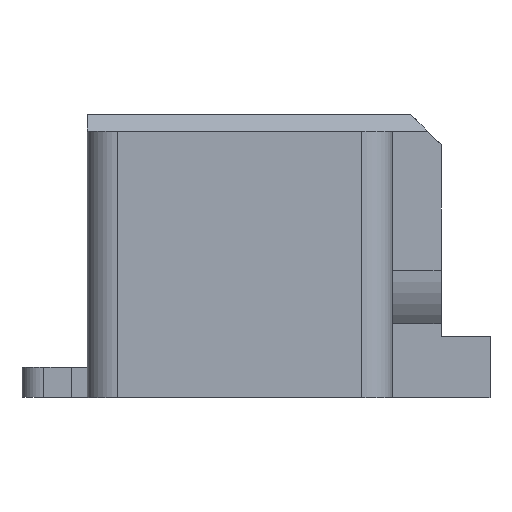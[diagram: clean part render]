
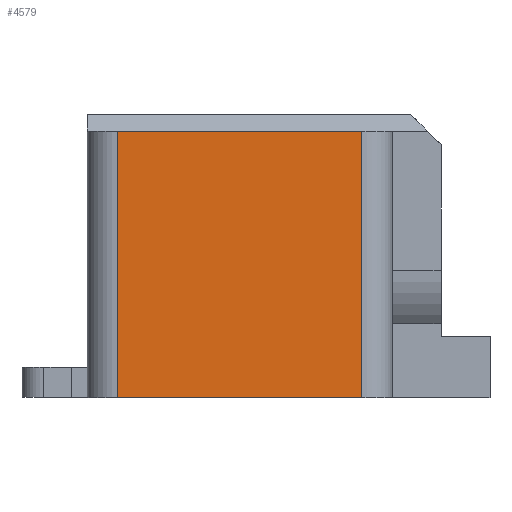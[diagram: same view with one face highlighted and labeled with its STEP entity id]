
A CAD part, left-side view. The second image highlights one B-rep face of the part: STEP entity #4579.
In plain terms, the highlighted planar face has unit normal (-1, 0, 0).
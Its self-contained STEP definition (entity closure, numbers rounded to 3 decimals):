
#435=FACE_OUTER_BOUND('',#713,.T.);
#713=EDGE_LOOP('',(#3923,#3924,#3925,#3926));
#954=LINE('',#6724,#1474);
#1045=LINE('',#6933,#1565);
#1219=LINE('',#7431,#1739);
#1220=LINE('',#7432,#1740);
#1474=VECTOR('',#5371,10.);
#1565=VECTOR('',#5534,10.);
#1739=VECTOR('',#6058,10.);
#1740=VECTOR('',#6059,10.);
#1987=VERTEX_POINT('',#6721);
#1988=VERTEX_POINT('',#6723);
#2069=VERTEX_POINT('',#6930);
#2070=VERTEX_POINT('',#6932);
#2462=EDGE_CURVE('',#1988,#1987,#954,.T.);
#2571=EDGE_CURVE('',#2069,#2070,#1045,.T.);
#2800=EDGE_CURVE('',#1987,#2070,#1219,.T.);
#2801=EDGE_CURVE('',#1988,#2069,#1220,.T.);
#3923=ORIENTED_EDGE('',*,*,#2800,.T.);
#3924=ORIENTED_EDGE('',*,*,#2571,.F.);
#3925=ORIENTED_EDGE('',*,*,#2801,.F.);
#3926=ORIENTED_EDGE('',*,*,#2462,.T.);
#4352=PLANE('',#4941);
#4579=ADVANCED_FACE('',(#435),#4352,.T.);
#4941=AXIS2_PLACEMENT_3D('',#7430,#6056,#6057);
#5371=DIRECTION('',(0.,-1.,0.));
#5534=DIRECTION('',(0.,-1.,0.));
#6056=DIRECTION('center_axis',(-1.,0.,0.));
#6057=DIRECTION('ref_axis',(0.,0.,-1.));
#6058=DIRECTION('',(0.,0.,1.));
#6059=DIRECTION('',(0.,0.,1.));
#6721=CARTESIAN_POINT('',(50.8,70.3,0.));
#6723=CARTESIAN_POINT('',(50.8,110.3,0.));
#6724=CARTESIAN_POINT('',(50.8,115.3,0.));
#6930=CARTESIAN_POINT('',(50.8,110.3,43.665));
#6932=CARTESIAN_POINT('',(50.8,70.3,43.665));
#6933=CARTESIAN_POINT('',(50.8,115.3,43.665));
#7430=CARTESIAN_POINT('Origin',(50.8,115.3,25.));
#7431=CARTESIAN_POINT('',(50.8,70.3,25.));
#7432=CARTESIAN_POINT('',(50.8,110.3,25.));
